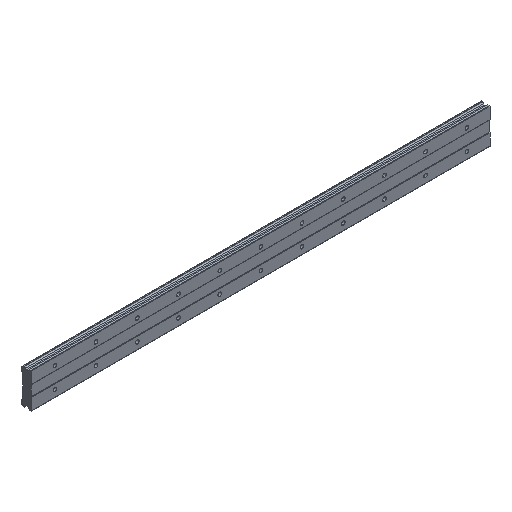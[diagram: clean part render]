
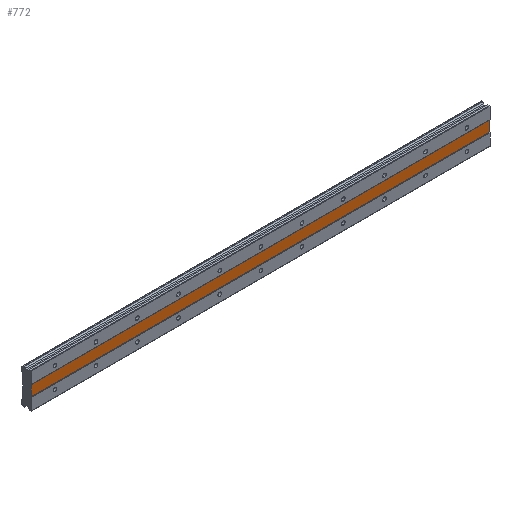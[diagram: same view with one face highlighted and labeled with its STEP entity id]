
A CAD part, isometric view. The second image highlights one B-rep face of the part: STEP entity #772.
In plain terms, the highlighted planar face has unit normal (0, -1, 0).
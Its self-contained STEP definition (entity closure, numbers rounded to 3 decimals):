
#165 = CARTESIAN_POINT ( 'NONE',  ( 845., 1., -10. ) ) ;
#167 = VERTEX_POINT ( 'NONE', #1638 ) ;
#248 = CARTESIAN_POINT ( 'NONE',  ( 845., 1., 34.482 ) ) ;
#318 = LINE ( 'NONE', #1687, #862 ) ;
#406 = CARTESIAN_POINT ( 'NONE',  ( -45., 1., -10. ) ) ;
#445 = DIRECTION ( 'NONE',  ( 1., 0., 0. ) ) ;
#630 = VERTEX_POINT ( 'NONE', #406 ) ;
#632 = CARTESIAN_POINT ( 'NONE',  ( 845., 1., 10. ) ) ;
#694 = EDGE_CURVE ( 'NONE', #167, #2753, #3941, .T. ) ;
#772 = ADVANCED_FACE ( 'NONE', ( #3775 ), #4409, .F. ) ;
#862 = VECTOR ( 'NONE', #3083, 1000. ) ;
#964 = DIRECTION ( 'NONE',  ( 0., 0., -1. ) ) ;
#1508 = VECTOR ( 'NONE', #964, 1000. ) ;
#1532 = ORIENTED_EDGE ( 'NONE', *, *, #3543, .T. ) ;
#1568 = CARTESIAN_POINT ( 'NONE',  ( 845., 1., 10. ) ) ;
#1638 = CARTESIAN_POINT ( 'NONE',  ( -45., 1., 10. ) ) ;
#1687 = CARTESIAN_POINT ( 'NONE',  ( -45., 1., 34.482 ) ) ;
#1689 = AXIS2_PLACEMENT_3D ( 'NONE', #632, #4068, #4045 ) ;
#1754 = ORIENTED_EDGE ( 'NONE', *, *, #694, .F. ) ;
#2013 = VECTOR ( 'NONE', #445, 1000. ) ;
#2180 = CARTESIAN_POINT ( 'NONE',  ( 845., 1., 10. ) ) ;
#2629 = ORIENTED_EDGE ( 'NONE', *, *, #3645, .F. ) ;
#2654 = VECTOR ( 'NONE', #4277, 1000. ) ;
#2753 = VERTEX_POINT ( 'NONE', #1568 ) ;
#3083 = DIRECTION ( 'NONE',  ( 0., 0., -1. ) ) ;
#3360 = EDGE_CURVE ( 'NONE', #167, #630, #318, .T. ) ;
#3543 = EDGE_CURVE ( 'NONE', #630, #3757, #3563, .T. ) ;
#3563 = LINE ( 'NONE', #165, #2013 ) ;
#3645 = EDGE_CURVE ( 'NONE', #2753, #3757, #3678, .T. ) ;
#3678 = LINE ( 'NONE', #248, #1508 ) ;
#3757 = VERTEX_POINT ( 'NONE', #4188 ) ;
#3775 = FACE_OUTER_BOUND ( 'NONE', #4310, .T. ) ;
#3941 = LINE ( 'NONE', #2180, #2654 ) ;
#4045 = DIRECTION ( 'NONE',  ( 0., 0., 1. ) ) ;
#4068 = DIRECTION ( 'NONE',  ( 0., 1., 0. ) ) ;
#4188 = CARTESIAN_POINT ( 'NONE',  ( 845., 1., -10. ) ) ;
#4277 = DIRECTION ( 'NONE',  ( 1., 0., 0. ) ) ;
#4310 = EDGE_LOOP ( 'NONE', ( #1532, #2629, #1754, #4328 ) ) ;
#4328 = ORIENTED_EDGE ( 'NONE', *, *, #3360, .T. ) ;
#4409 = PLANE ( 'NONE',  #1689 ) ;
